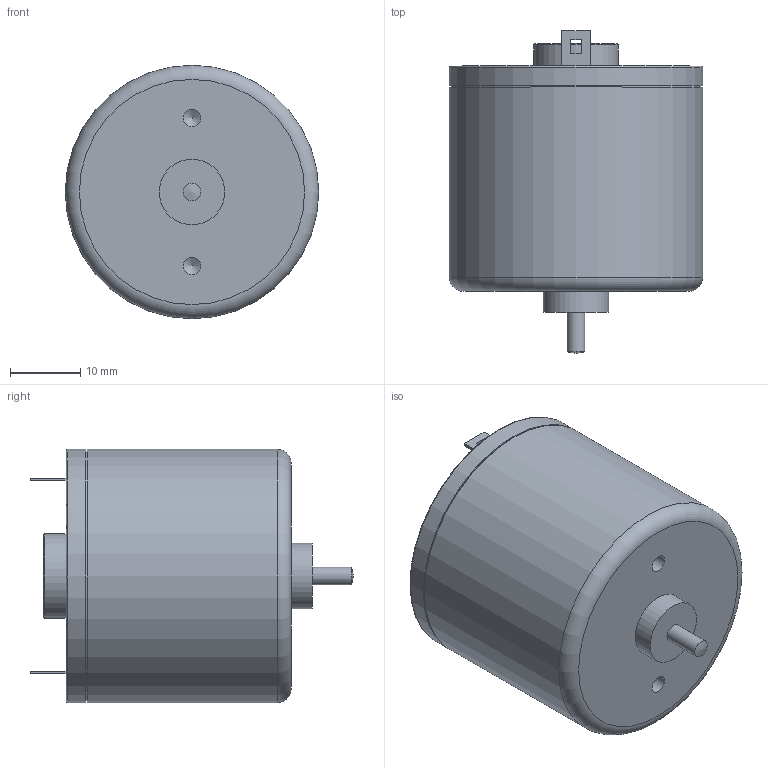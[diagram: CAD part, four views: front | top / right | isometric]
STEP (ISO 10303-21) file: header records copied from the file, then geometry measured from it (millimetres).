
FILE_DESCRIPTION((''),'2;1');
FILE_NAME('TP-3632A.STP','2013-06-14T14:01:41',('SSEGAWA'),(''),'Autodesk Inventor 2010','Autodesk Inventor 2010','');
FILE_SCHEMA(('CONFIG_CONTROL_DESIGN'));
Length unit declared in the file: millimetre
Products named in the file (1): tp_3632_A
Bounding box: 36 x 45.8 x 36 mm (x, y, z)
Volume: 33051.3 mm3; surface area: 5959.9 mm2
Topology: 1 solids, 1 shells, 40 faces, 90 edges, 60 vertices
Faces by surface type: plane 21, bspline 9, cylinder 7, torus 3
Full cylindrical faces by diameter (mm): 2.5 x1, 4.5 x1, 9.3 x1, 12 x1, 35.6 x1, 36 x2
Entity records: 1072 total; most frequent: CARTESIAN_POINT 251, DIRECTION 154, ORIENTED_EDGE 138, EDGE_CURVE 69, EDGE_LOOP 66, AXIS2_PLACEMENT_3D 53, VERTEX_POINT 53, VECTOR 48
